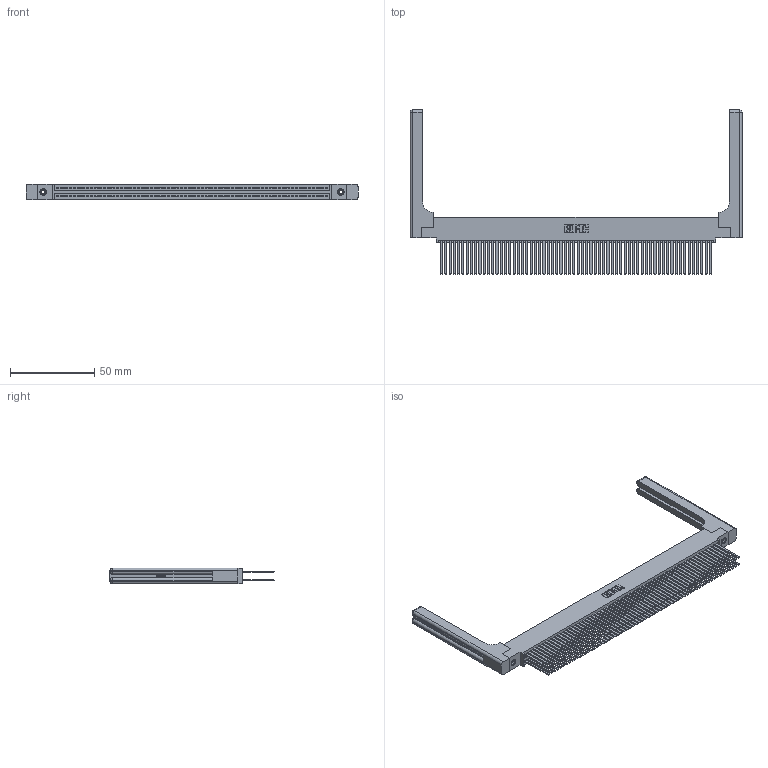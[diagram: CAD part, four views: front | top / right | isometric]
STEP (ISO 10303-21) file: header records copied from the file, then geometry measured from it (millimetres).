
FILE_DESCRIPTION (( 'STEP AP203' ), '1' );
FILE_NAME ('395-128-544-558.STEP', '2019-10-28T19:53:22', ( '' ), ( '' ), 'SwSTEP 2.0', 'SolidWorks 2016', '' );
FILE_SCHEMA (( 'CONFIG_CONTROL_DESIGN' ));
Length unit declared in the file: inch
Products named in the file (5): 345 Part_0.110 Offset - 0.156 Dia-TH; 345-292-001_345-293-144; 345-250-001_345-250-001-102; 345-220-058_345-220-058; 395-128-544-558
Assembly tree (133 placements, depth 2):
  395-128-544-558
    345 Part_0.110 Offset - 0.156 Dia-TH
    345-292-001_345-293-144  x128
    345-250-001_345-250-001-102  x2
    345-220-058_345-220-058  x2
Bounding box: 197.59 x 97.71 x 9.4 mm (x, y, z)
Volume: 29594 mm3; surface area: 42054.1 mm2
Topology: 133 solids, 133 shells, 6018 faces, 17787 edges, 11666 vertices
Faces by surface type: plane 3944, cylinder 2014, bspline 36, cone 12, sphere 8, torus 4
Entity records: 52384 total; most frequent: CARTESIAN_POINT 9753, ORIENTED_EDGE 8484, DIRECTION 7502, EDGE_CURVE 4242, VECTOR 3766, LINE 3766, VERTEX_POINT 2818, AXIS2_PLACEMENT_3D 1868
